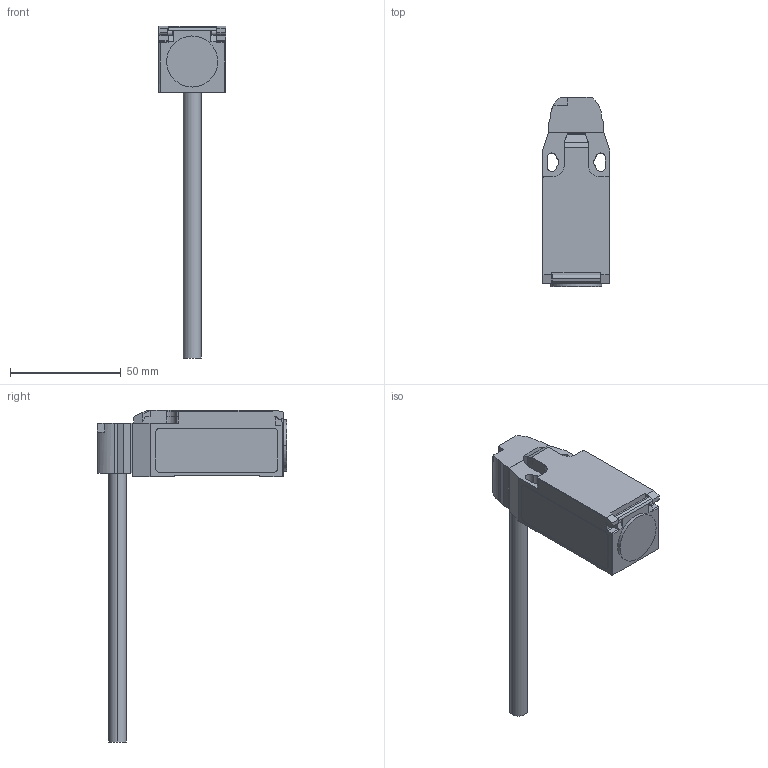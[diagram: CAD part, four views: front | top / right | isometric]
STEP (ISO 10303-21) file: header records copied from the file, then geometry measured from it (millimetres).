
FILE_DESCRIPTION((''),'2;1');
FILE_NAME('3d_KMP2L21.stp','2012-10-03T07:46:18',(''),(''),'Mechanical Desktop 2011','Mechanical Desktop 2011',', , ');
FILE_SCHEMA(('CONFIG_CONTROL_DESIGN'));
Length unit declared in the file: millimetre
Products named in the file (1): Product
Bounding box: 30.2 x 85.18 x 149.6 mm (x, y, z)
Volume: 70187.4 mm3; surface area: 16782.6 mm2
Topology: 3 solids, 3 shells, 145 faces, 442 edges, 317 vertices
Faces by surface type: plane 98, cylinder 44, bspline 3
Entity records: 5050 total; most frequent: CARTESIAN_POINT 927, ORIENTED_EDGE 854, DIRECTION 821, EDGE_CURVE 427, VECTOR 349, LINE 349, VERTEX_POINT 288, AXIS2_PLACEMENT_3D 236
